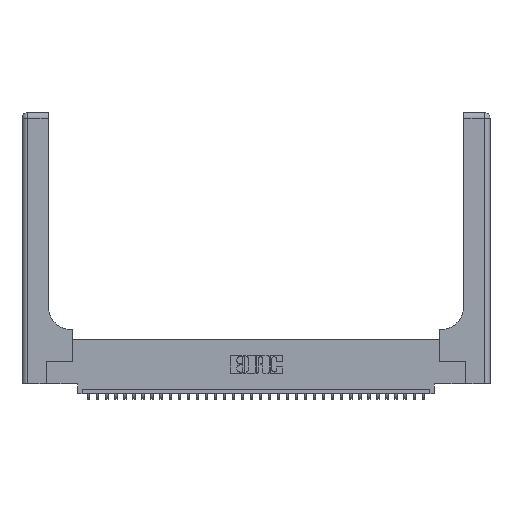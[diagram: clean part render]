
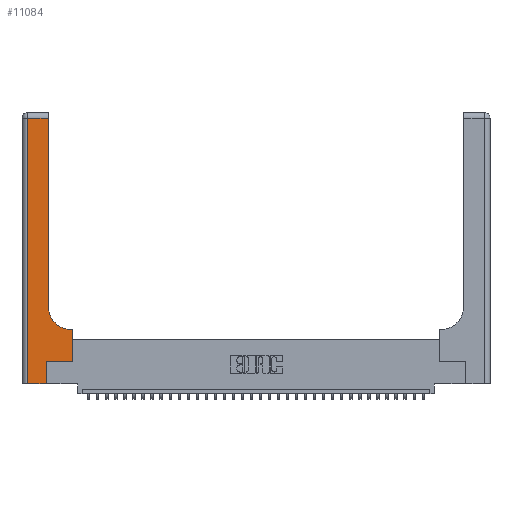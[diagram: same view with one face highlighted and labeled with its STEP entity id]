
A CAD part, top view. The second image highlights one B-rep face of the part: STEP entity #11084.
In plain terms, the highlighted planar face has unit normal (0, 0, 1).
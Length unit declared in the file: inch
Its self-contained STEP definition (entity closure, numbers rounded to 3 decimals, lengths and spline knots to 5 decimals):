
#84 = CARTESIAN_POINT ( 'NONE',  ( 0.269, 0.25, 0.37 ) ) ;
#693 = CARTESIAN_POINT ( 'NONE',  ( 0.269, 0.25, 0.37 ) ) ;
#2103 = CARTESIAN_POINT ( 'NONE',  ( 0.5415, 0.6, 0.37 ) ) ;
#2221 = ORIENTED_EDGE ( 'NONE', *, *, #31758, .T. ) ;
#2326 = VERTEX_POINT ( 'NONE', #31610 ) ;
#2653 = VECTOR ( 'NONE', #11371, 39.37008 ) ;
#2766 = CARTESIAN_POINT ( 'NONE',  ( 0., 2.94, 0.37 ) ) ;
#3406 = CARTESIAN_POINT ( 'NONE',  ( 0., 0., 0.37 ) ) ;
#3447 = ORIENTED_EDGE ( 'NONE', *, *, #3482, .T. ) ;
#3482 = EDGE_CURVE ( 'NONE', #5216, #33966, #9989, .T. ) ;
#3650 = DIRECTION ( 'NONE',  ( 0., -1., 0. ) ) ;
#4127 = CARTESIAN_POINT ( 'NONE',  ( 0.2915, 0.6, 0.37 ) ) ;
#4191 = VERTEX_POINT ( 'NONE', #10773 ) ;
#4240 = VERTEX_POINT ( 'NONE', #32692 ) ;
#4829 = CIRCLE ( 'NONE', #19475, 0.25 ) ;
#4886 = DIRECTION ( 'NONE',  ( 0., 0., -1. ) ) ;
#5216 = VERTEX_POINT ( 'NONE', #24891 ) ;
#5756 = VERTEX_POINT ( 'NONE', #19957 ) ;
#5961 = ORIENTED_EDGE ( 'NONE', *, *, #22519, .T. ) ;
#6723 = FACE_OUTER_BOUND ( 'NONE', #28465, .T. ) ;
#6963 = ORIENTED_EDGE ( 'NONE', *, *, #12152, .T. ) ;
#7192 = CARTESIAN_POINT ( 'NONE',  ( 0.06, 3., 0.37 ) ) ;
#7436 = ORIENTED_EDGE ( 'NONE', *, *, #8714, .T. ) ;
#7812 = LINE ( 'NONE', #2766, #30277 ) ;
#8031 = VECTOR ( 'NONE', #33336, 39.37008 ) ;
#8344 = VECTOR ( 'NONE', #3650, 39.37008 ) ;
#8714 = EDGE_CURVE ( 'NONE', #4240, #5216, #11865, .T. ) ;
#9989 = LINE ( 'NONE', #28737, #26972 ) ;
#10233 = DIRECTION ( 'NONE',  ( 0., 1., 0. ) ) ;
#10630 = LINE ( 'NONE', #20776, #25167 ) ;
#10773 = CARTESIAN_POINT ( 'NONE',  ( 0.2915, 2.94, 0.37 ) ) ;
#10793 = EDGE_CURVE ( 'NONE', #32265, #2326, #19220, .T. ) ;
#11084 = ADVANCED_FACE ( 'NONE', ( #6723 ), #12654, .F. ) ;
#11371 = DIRECTION ( 'NONE',  ( 1., 0., 0. ) ) ;
#11865 = LINE ( 'NONE', #3406, #14356 ) ;
#11975 = CARTESIAN_POINT ( 'NONE',  ( 0.5585, 0.25, 0.37 ) ) ;
#12125 = DIRECTION ( 'NONE',  ( -1., 0., 0. ) ) ;
#12152 = EDGE_CURVE ( 'NONE', #2326, #19861, #28077, .T. ) ;
#12654 = PLANE ( 'NONE',  #12706 ) ;
#12706 = AXIS2_PLACEMENT_3D ( 'NONE', #26043, #17637, #31217 ) ;
#14356 = VECTOR ( 'NONE', #24662, 39.37008 ) ;
#14431 = ORIENTED_EDGE ( 'NONE', *, *, #21107, .T. ) ;
#15739 = VERTEX_POINT ( 'NONE', #24248 ) ;
#17637 = DIRECTION ( 'NONE',  ( 0., 0., -1. ) ) ;
#18145 = EDGE_CURVE ( 'NONE', #15739, #4240, #29604, .T. ) ;
#19028 = ORIENTED_EDGE ( 'NONE', *, *, #21094, .T. ) ;
#19220 = LINE ( 'NONE', #11975, #8031 ) ;
#19475 = AXIS2_PLACEMENT_3D ( 'NONE', #25904, #4886, #34130 ) ;
#19861 = VERTEX_POINT ( 'NONE', #2103 ) ;
#19957 = CARTESIAN_POINT ( 'NONE',  ( 0.2915, 0.85, 0.37 ) ) ;
#20776 = CARTESIAN_POINT ( 'NONE',  ( 0.2915, 3., 0.37 ) ) ;
#21094 = EDGE_CURVE ( 'NONE', #19861, #5756, #4829, .T. ) ;
#21107 = EDGE_CURVE ( 'NONE', #5756, #4191, #10630, .T. ) ;
#22352 = ORIENTED_EDGE ( 'NONE', *, *, #18145, .T. ) ;
#22519 = EDGE_CURVE ( 'NONE', #33966, #32265, #33942, .T. ) ;
#23421 = ORIENTED_EDGE ( 'NONE', *, *, #10793, .T. ) ;
#24009 = DIRECTION ( 'NONE',  ( -1., 0., 0. ) ) ;
#24248 = CARTESIAN_POINT ( 'NONE',  ( 0.06, 2.94, 0.37 ) ) ;
#24662 = DIRECTION ( 'NONE',  ( 1., 0., 0. ) ) ;
#24891 = CARTESIAN_POINT ( 'NONE',  ( 0.269, 0., 0.37 ) ) ;
#25167 = VECTOR ( 'NONE', #10233, 39.37008 ) ;
#25904 = CARTESIAN_POINT ( 'NONE',  ( 0.5415, 0.85, 0.37 ) ) ;
#26043 = CARTESIAN_POINT ( 'NONE',  ( 0., 3., 0.37 ) ) ;
#26972 = VECTOR ( 'NONE', #33397, 39.37008 ) ;
#28077 = LINE ( 'NONE', #4127, #33940 ) ;
#28465 = EDGE_LOOP ( 'NONE', ( #14431, #2221, #22352, #7436, #3447, #5961, #23421, #6963, #19028 ) ) ;
#28737 = CARTESIAN_POINT ( 'NONE',  ( 0.269, 0., 0.37 ) ) ;
#29604 = LINE ( 'NONE', #7192, #8344 ) ;
#29856 = CARTESIAN_POINT ( 'NONE',  ( 0.5585, 0.25, 0.37 ) ) ;
#30277 = VECTOR ( 'NONE', #24009, 39.37008 ) ;
#31217 = DIRECTION ( 'NONE',  ( -1., 0., 0. ) ) ;
#31610 = CARTESIAN_POINT ( 'NONE',  ( 0.5585, 0.6, 0.37 ) ) ;
#31758 = EDGE_CURVE ( 'NONE', #4191, #15739, #7812, .T. ) ;
#32265 = VERTEX_POINT ( 'NONE', #29856 ) ;
#32692 = CARTESIAN_POINT ( 'NONE',  ( 0.06, 0., 0.37 ) ) ;
#33336 = DIRECTION ( 'NONE',  ( 0., 1., 0. ) ) ;
#33397 = DIRECTION ( 'NONE',  ( 0., 1., 0. ) ) ;
#33940 = VECTOR ( 'NONE', #12125, 39.37008 ) ;
#33942 = LINE ( 'NONE', #693, #2653 ) ;
#33966 = VERTEX_POINT ( 'NONE', #84 ) ;
#34130 = DIRECTION ( 'NONE',  ( 1., 0., 0. ) ) ;
